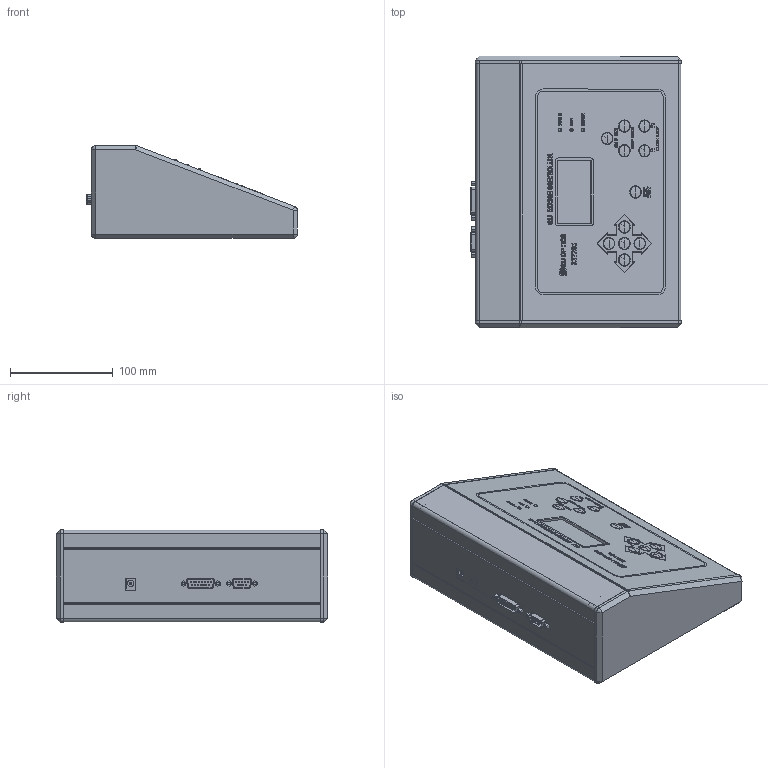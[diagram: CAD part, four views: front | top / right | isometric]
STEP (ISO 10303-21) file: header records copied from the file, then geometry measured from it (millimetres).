
FILE_DESCRIPTION (( 'STEP AP214' ), '1' );
FILE_NAME ('一维平台控制器.STEP', '2018-10-31T02:51:25', ( 'user' ), ( '微软中国' ), 'SwSTEP 2.0', 'SolidWorks 2016', '' );
FILE_SCHEMA (( 'AUTOMOTIVE_DESIGN' ));
Length unit declared in the file: millimetre
Products named in the file (1): 珨峎す怢諷秶ん
Bounding box: 204.6 x 264 x 90 mm (x, y, z)
Surface area: 479594.4 mm2 (no closed solid volume)
Topology: 0 solids, 67 shells, 4156 faces, 10880 edges, 7197 vertices
Faces by surface type: plane 2818, cylinder 811, bspline 431, cone 96
Entity records: 182648 total; most frequent: CARTESIAN_POINT 35752, ORIENTED_EDGE 21572, DIRECTION 19200, EDGE_CURVE 10812, LINE 7966, VECTOR 7966, VERTEX_POINT 7197, AXIS2_PLACEMENT_3D 5617
